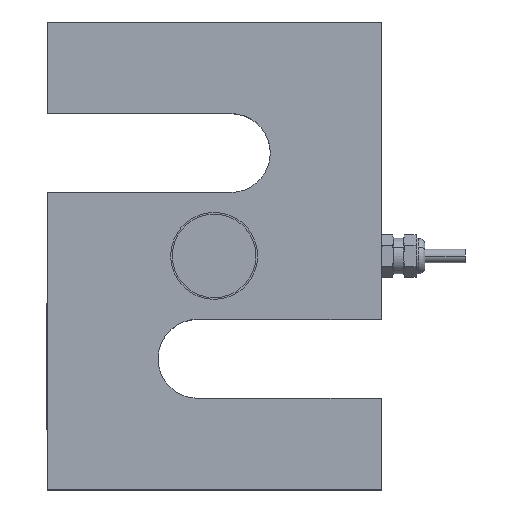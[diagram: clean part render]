
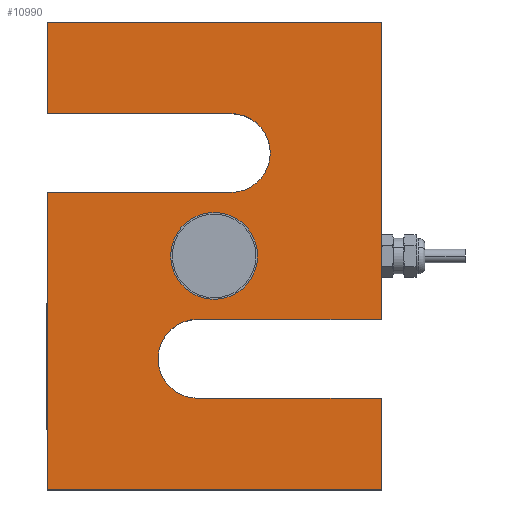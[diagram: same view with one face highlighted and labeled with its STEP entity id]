
A CAD part, top view. The second image highlights one B-rep face of the part: STEP entity #10990.
In plain terms, the highlighted planar face has unit normal (0, 0, 1).
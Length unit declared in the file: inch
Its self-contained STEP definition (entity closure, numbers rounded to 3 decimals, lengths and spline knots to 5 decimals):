
#340 = LINE ( 'NONE', #7714, #15068 ) ;
#500 = EDGE_CURVE ( 'NONE', #15268, #11834, #4281, .T. ) ;
#536 = EDGE_CURVE ( 'NONE', #7934, #9364, #340, .T. ) ;
#678 = ORIENTED_EDGE ( 'NONE', *, *, #8227, .F. ) ;
#762 = VERTEX_POINT ( 'NONE', #4764 ) ;
#821 = CARTESIAN_POINT ( 'NONE',  ( 0., 0., 0. ) ) ;
#823 = ORIENTED_EDGE ( 'NONE', *, *, #8151, .F. ) ;
#829 = LINE ( 'NONE', #4231, #11103 ) ;
#938 = CARTESIAN_POINT ( 'NONE',  ( -2.75, 2.55, 0. ) ) ;
#982 = CARTESIAN_POINT ( 'NONE',  ( -2.75, 1.37, 0. ) ) ;
#1231 = CARTESIAN_POINT ( 'NONE',  ( 0., 1.37, 0. ) ) ;
#1308 = CARTESIAN_POINT ( 'NONE',  ( -5., 4.45, 0. ) ) ;
#1341 = DIRECTION ( 'NONE',  ( 1., 0., 0. ) ) ;
#1434 = CARTESIAN_POINT ( 'NONE',  ( 0., 7., 0. ) ) ;
#1631 = DIRECTION ( 'NONE',  ( 1., 0., 0. ) ) ;
#1691 = DIRECTION ( 'NONE',  ( 1., 0., 0. ) ) ;
#1694 = DIRECTION ( 'NONE',  ( 0., -1., 0. ) ) ;
#1745 = CARTESIAN_POINT ( 'NONE',  ( -2.25, 4.45, 0. ) ) ;
#1833 = DIRECTION ( 'NONE',  ( 0., 0., 1. ) ) ;
#1859 = VERTEX_POINT ( 'NONE', #13959 ) ;
#1912 = CARTESIAN_POINT ( 'NONE',  ( -2.5, 3.5, 0. ) ) ;
#1916 = ORIENTED_EDGE ( 'NONE', *, *, #2969, .F. ) ;
#2028 = DIRECTION ( 'NONE',  ( 0., 0., 1. ) ) ;
#2046 = CARTESIAN_POINT ( 'NONE',  ( -2.25, 5.63, 0. ) ) ;
#2173 = VERTEX_POINT ( 'NONE', #1434 ) ;
#2263 = DIRECTION ( 'NONE',  ( 0., -1., 0. ) ) ;
#2421 = LINE ( 'NONE', #15092, #12550 ) ;
#2759 = VERTEX_POINT ( 'NONE', #3344 ) ;
#2866 = CARTESIAN_POINT ( 'NONE',  ( -1.85, 3.5, 0. ) ) ;
#2969 = EDGE_CURVE ( 'NONE', #11834, #7934, #5978, .T. ) ;
#3154 = DIRECTION ( 'NONE',  ( 1., 0., 0. ) ) ;
#3175 = DIRECTION ( 'NONE',  ( 0., -1., 0. ) ) ;
#3203 = VECTOR ( 'NONE', #10719, 39.37008 ) ;
#3238 = VERTEX_POINT ( 'NONE', #938 ) ;
#3344 = CARTESIAN_POINT ( 'NONE',  ( 0., 2.55, 0. ) ) ;
#3427 = ORIENTED_EDGE ( 'NONE', *, *, #3681, .F. ) ;
#3681 = EDGE_CURVE ( 'NONE', #11179, #8692, #15684, .T. ) ;
#3966 = EDGE_CURVE ( 'NONE', #762, #2173, #9668, .T. ) ;
#3990 = ORIENTED_EDGE ( 'NONE', *, *, #6394, .F. ) ;
#4116 = CIRCLE ( 'NONE', #6182, 0.59 ) ;
#4202 = EDGE_LOOP ( 'NONE', ( #3990, #13724 ) ) ;
#4214 = CARTESIAN_POINT ( 'NONE',  ( -2.25, 5.04, 0. ) ) ;
#4231 = CARTESIAN_POINT ( 'NONE',  ( -5., 0., 0. ) ) ;
#4281 = CIRCLE ( 'NONE', #13360, 0.59 ) ;
#4344 = EDGE_CURVE ( 'NONE', #2173, #2759, #8192, .T. ) ;
#4457 = LINE ( 'NONE', #4769, #10980 ) ;
#4764 = CARTESIAN_POINT ( 'NONE',  ( -5., 7., 0. ) ) ;
#4769 = CARTESIAN_POINT ( 'NONE',  ( -2.75, 2.55, 0. ) ) ;
#4993 = ORIENTED_EDGE ( 'NONE', *, *, #536, .F. ) ;
#5185 = ORIENTED_EDGE ( 'NONE', *, *, #12580, .T. ) ;
#5463 = AXIS2_PLACEMENT_3D ( 'NONE', #1912, #1833, #15547 ) ;
#5494 = FACE_OUTER_BOUND ( 'NONE', #14114, .T. ) ;
#5537 = ORIENTED_EDGE ( 'NONE', *, *, #8343, .T. ) ;
#5978 = CIRCLE ( 'NONE', #9631, 0.59 ) ;
#6182 = AXIS2_PLACEMENT_3D ( 'NONE', #6521, #2028, #13913 ) ;
#6324 = VECTOR ( 'NONE', #1694, 39.37008 ) ;
#6394 = EDGE_CURVE ( 'NONE', #11596, #15811, #14810, .T. ) ;
#6521 = CARTESIAN_POINT ( 'NONE',  ( -2.75, 1.96, 0. ) ) ;
#6545 = DIRECTION ( 'NONE',  ( 1., 0., 0. ) ) ;
#6626 = CARTESIAN_POINT ( 'NONE',  ( -2.25, 5.04, 0. ) ) ;
#7038 = CARTESIAN_POINT ( 'NONE',  ( -2.25, 4.45, 0. ) ) ;
#7212 = CARTESIAN_POINT ( 'NONE',  ( -5., 7., 0. ) ) ;
#7714 = CARTESIAN_POINT ( 'NONE',  ( -2.25, 5.63, 0. ) ) ;
#7854 = DIRECTION ( 'NONE',  ( 0., 0., 1. ) ) ;
#7863 = LINE ( 'NONE', #11676, #6324 ) ;
#7888 = VECTOR ( 'NONE', #2263, 39.37008 ) ;
#7934 = VERTEX_POINT ( 'NONE', #2046 ) ;
#8105 = DIRECTION ( 'NONE',  ( 1., 0., 0. ) ) ;
#8151 = EDGE_CURVE ( 'NONE', #2759, #3238, #4457, .T. ) ;
#8192 = LINE ( 'NONE', #821, #7888 ) ;
#8227 = EDGE_CURVE ( 'NONE', #8692, #10747, #2421, .T. ) ;
#8343 = EDGE_CURVE ( 'NONE', #762, #9364, #7863, .T. ) ;
#8349 = ORIENTED_EDGE ( 'NONE', *, *, #10004, .F. ) ;
#8565 = DIRECTION ( 'NONE',  ( 1., 0., 0. ) ) ;
#8679 = ORIENTED_EDGE ( 'NONE', *, *, #500, .F. ) ;
#8692 = VERTEX_POINT ( 'NONE', #1231 ) ;
#9097 = DIRECTION ( 'NONE',  ( 0., 0., 1. ) ) ;
#9142 = CARTESIAN_POINT ( 'NONE',  ( -5., 5.63, 0. ) ) ;
#9323 = CARTESIAN_POINT ( 'NONE',  ( -3.15, 3.5, 0. ) ) ;
#9364 = VERTEX_POINT ( 'NONE', #9142 ) ;
#9631 = AXIS2_PLACEMENT_3D ( 'NONE', #6626, #7854, #6545 ) ;
#9668 = LINE ( 'NONE', #7212, #11224 ) ;
#9840 = VECTOR ( 'NONE', #1341, 39.37008 ) ;
#9999 = CARTESIAN_POINT ( 'NONE',  ( 0., 0., 0. ) ) ;
#10004 = EDGE_CURVE ( 'NONE', #12840, #15268, #10988, .T. ) ;
#10122 = EDGE_CURVE ( 'NONE', #15811, #11596, #12467, .T. ) ;
#10354 = ORIENTED_EDGE ( 'NONE', *, *, #3966, .F. ) ;
#10389 = DIRECTION ( 'NONE',  ( 0., 0., 1. ) ) ;
#10719 = DIRECTION ( 'NONE',  ( 1., 0., 0. ) ) ;
#10747 = VERTEX_POINT ( 'NONE', #9999 ) ;
#10941 = DIRECTION ( 'NONE',  ( -1., 0., 0. ) ) ;
#10980 = VECTOR ( 'NONE', #10941, 39.37008 ) ;
#10988 = LINE ( 'NONE', #7038, #15818 ) ;
#10990 = ADVANCED_FACE ( 'NONE', ( #13948, #5494 ), #14038, .T. ) ;
#11075 = AXIS2_PLACEMENT_3D ( 'NONE', #14116, #12815, #1691 ) ;
#11083 = ORIENTED_EDGE ( 'NONE', *, *, #11507, .T. ) ;
#11103 = VECTOR ( 'NONE', #3175, 39.37008 ) ;
#11179 = VERTEX_POINT ( 'NONE', #12857 ) ;
#11224 = VECTOR ( 'NONE', #3154, 39.37008 ) ;
#11333 = DIRECTION ( 'NONE',  ( 0., -1., 0. ) ) ;
#11507 = EDGE_CURVE ( 'NONE', #1859, #10747, #11555, .T. ) ;
#11555 = LINE ( 'NONE', #13767, #9840 ) ;
#11596 = VERTEX_POINT ( 'NONE', #2866 ) ;
#11676 = CARTESIAN_POINT ( 'NONE',  ( -5., 0., 0. ) ) ;
#11834 = VERTEX_POINT ( 'NONE', #15439 ) ;
#12467 = CIRCLE ( 'NONE', #5463, 0.65 ) ;
#12550 = VECTOR ( 'NONE', #11333, 39.37008 ) ;
#12580 = EDGE_CURVE ( 'NONE', #12840, #1859, #829, .T. ) ;
#12815 = DIRECTION ( 'NONE',  ( 0., 0., 1. ) ) ;
#12840 = VERTEX_POINT ( 'NONE', #1308 ) ;
#12857 = CARTESIAN_POINT ( 'NONE',  ( -2.75, 1.37, 0. ) ) ;
#13360 = AXIS2_PLACEMENT_3D ( 'NONE', #4214, #10389, #1631 ) ;
#13724 = ORIENTED_EDGE ( 'NONE', *, *, #10122, .F. ) ;
#13763 = EDGE_CURVE ( 'NONE', #3238, #11179, #4116, .T. ) ;
#13767 = CARTESIAN_POINT ( 'NONE',  ( -5., 0., 0. ) ) ;
#13913 = DIRECTION ( 'NONE',  ( 1., 0., 0. ) ) ;
#13948 = FACE_BOUND ( 'NONE', #4202, .T. ) ;
#13959 = CARTESIAN_POINT ( 'NONE',  ( -5., 0., 0. ) ) ;
#13994 = ORIENTED_EDGE ( 'NONE', *, *, #13763, .F. ) ;
#14038 = PLANE ( 'NONE',  #11075 ) ;
#14114 = EDGE_LOOP ( 'NONE', ( #8349, #5185, #11083, #678, #3427, #13994, #823, #14438, #10354, #5537, #4993, #1916, #8679 ) ) ;
#14116 = CARTESIAN_POINT ( 'NONE',  ( -5., 0., 0. ) ) ;
#14438 = ORIENTED_EDGE ( 'NONE', *, *, #4344, .F. ) ;
#14810 = CIRCLE ( 'NONE', #15331, 0.65 ) ;
#15068 = VECTOR ( 'NONE', #15269, 39.37008 ) ;
#15092 = CARTESIAN_POINT ( 'NONE',  ( 0., 0., 0. ) ) ;
#15177 = CARTESIAN_POINT ( 'NONE',  ( -2.5, 3.5, 0. ) ) ;
#15268 = VERTEX_POINT ( 'NONE', #1745 ) ;
#15269 = DIRECTION ( 'NONE',  ( -1., 0., 0. ) ) ;
#15331 = AXIS2_PLACEMENT_3D ( 'NONE', #15177, #9097, #8105 ) ;
#15439 = CARTESIAN_POINT ( 'NONE',  ( -1.66, 5.04, 0. ) ) ;
#15547 = DIRECTION ( 'NONE',  ( 1., 0., 0. ) ) ;
#15684 = LINE ( 'NONE', #982, #3203 ) ;
#15811 = VERTEX_POINT ( 'NONE', #9323 ) ;
#15818 = VECTOR ( 'NONE', #8565, 39.37008 ) ;
